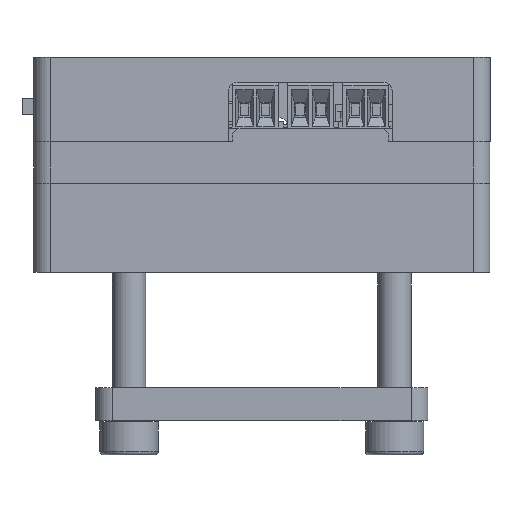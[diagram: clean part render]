
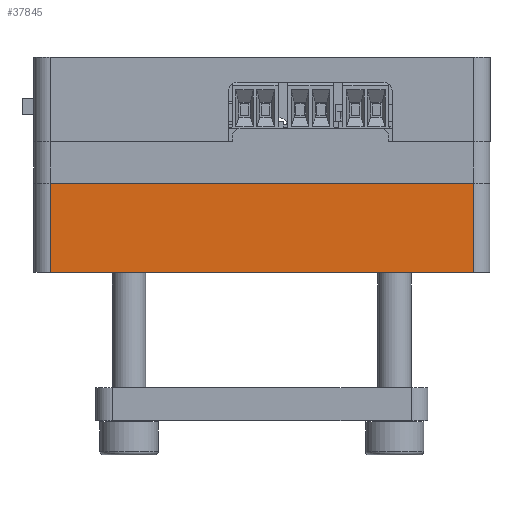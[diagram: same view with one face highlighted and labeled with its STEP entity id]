
A CAD part, front view. The second image highlights one B-rep face of the part: STEP entity #37845.
In plain terms, the highlighted planar face has unit normal (0, -1, 0).
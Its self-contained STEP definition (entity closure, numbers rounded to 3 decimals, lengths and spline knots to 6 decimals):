
#3238=LINE('',#63960,#7367);
#3239=LINE('',#63964,#7368);
#3240=LINE('',#63966,#7369);
#3241=LINE('',#63968,#7370);
#7367=VECTOR('',#53044,1.);
#7368=VECTOR('',#53049,1.);
#7369=VECTOR('',#53050,1.);
#7370=VECTOR('',#53051,1.);
#12665=ORIENTED_EDGE('',*,*,#22308,.T.);
#12666=ORIENTED_EDGE('',*,*,#22309,.F.);
#12667=ORIENTED_EDGE('',*,*,#22310,.F.);
#12668=ORIENTED_EDGE('',*,*,#22306,.T.);
#22306=EDGE_CURVE('',#27269,#27268,#3238,.T.);
#22308=EDGE_CURVE('',#27268,#27270,#3239,.T.);
#22309=EDGE_CURVE('',#27271,#27270,#3240,.T.);
#22310=EDGE_CURVE('',#27269,#27271,#3241,.T.);
#27268=VERTEX_POINT('',#63959);
#27269=VERTEX_POINT('',#63961);
#27270=VERTEX_POINT('',#63965);
#27271=VERTEX_POINT('',#63967);
#31576=EDGE_LOOP('',(#12665,#12666,#12667,#12668));
#33983=FACE_BOUND('',#31576,.T.);
#36119=PLANE('',#48607);
#37845=ADVANCED_FACE('',(#33983),#36119,.F.);
#48607=AXIS2_PLACEMENT_3D('',#63963,#53047,#53048);
#53044=DIRECTION('',(0.,0.,-1.));
#53047=DIRECTION('',(0.,1.,0.));
#53048=DIRECTION('',(0.,0.,1.));
#53049=DIRECTION('',(1.,0.,0.));
#53050=DIRECTION('',(0.,0.,-1.));
#53051=DIRECTION('',(1.,0.,0.));
#63959=CARTESIAN_POINT('',(-0.0255,-0.015,0.01315));
#63960=CARTESIAN_POINT('',(-0.0255,-0.015,0.0219));
#63961=CARTESIAN_POINT('',(-0.0255,-0.015,0.0239));
#63963=CARTESIAN_POINT('',(0.,-0.015,0.0219));
#63964=CARTESIAN_POINT('',(0.,-0.015,0.01315));
#63965=CARTESIAN_POINT('',(0.0255,-0.015,0.01315));
#63966=CARTESIAN_POINT('',(0.0255,-0.015,0.0219));
#63967=CARTESIAN_POINT('',(0.0255,-0.015,0.0239));
#63968=CARTESIAN_POINT('',(0.,-0.015,0.0239));
